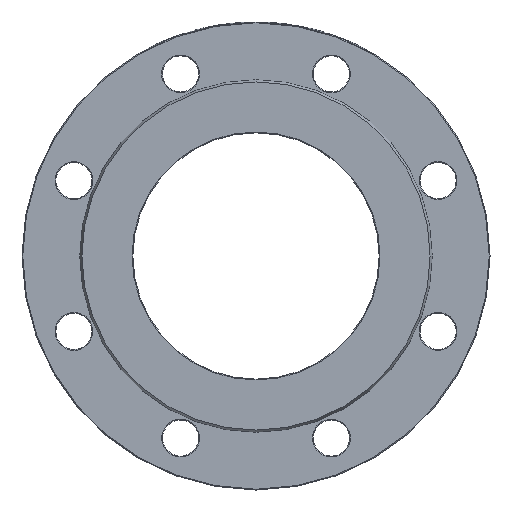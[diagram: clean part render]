
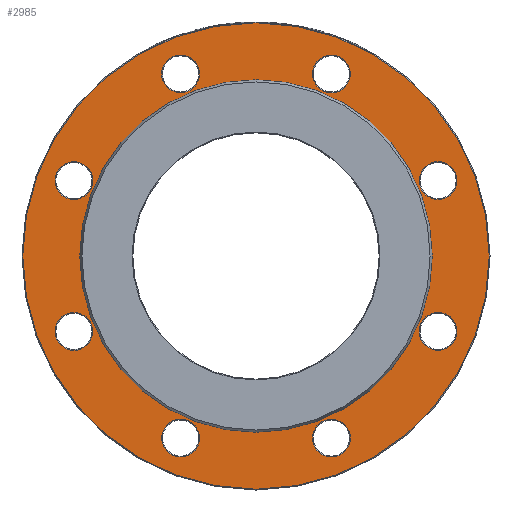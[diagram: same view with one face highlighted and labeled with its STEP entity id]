
A CAD part, left-side view. The second image highlights one B-rep face of the part: STEP entity #2985.
In plain terms, the highlighted planar face has unit normal (-1, 0, 0).
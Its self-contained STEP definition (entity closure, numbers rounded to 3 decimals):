
#155 = CARTESIAN_POINT ( 'NONE',  ( 3., 118.997, 37.79 ) ) ;
#198 = CIRCLE ( 'NONE', #6912, 11.5 ) ;
#313 = CIRCLE ( 'NONE', #2298, 11.5 ) ;
#424 = VERTEX_POINT ( 'NONE', #2945 ) ;
#552 = DIRECTION ( 'NONE',  ( 0., 0.707, 0.707 ) ) ;
#569 = DIRECTION ( 'NONE',  ( 1., 0., 0. ) ) ;
#686 = EDGE_LOOP ( 'NONE', ( #4484 ) ) ;
#694 = AXIS2_PLACEMENT_3D ( 'NONE', #2439, #7915, #6716 ) ;
#940 = EDGE_CURVE ( 'NONE', #2292, #2292, #5026, .T. ) ;
#941 = DIRECTION ( 'NONE',  ( 1., 0., 0. ) ) ;
#1087 = CARTESIAN_POINT ( 'NONE',  ( 3., 110.866, -45.922 ) ) ;
#1140 = AXIS2_PLACEMENT_3D ( 'NONE', #6858, #2503, #552 ) ;
#1225 = CARTESIAN_POINT ( 'NONE',  ( 3., 0., -142. ) ) ;
#1308 = DIRECTION ( 'NONE',  ( 1., 0., 0. ) ) ;
#1326 = EDGE_LOOP ( 'NONE', ( #7766 ) ) ;
#1404 = EDGE_LOOP ( 'NONE', ( #4605 ) ) ;
#1493 = VERTEX_POINT ( 'NONE', #1225 ) ;
#1499 = AXIS2_PLACEMENT_3D ( 'NONE', #1087, #569, #7950 ) ;
#1510 = FACE_BOUND ( 'NONE', #1404, .T. ) ;
#1559 = ORIENTED_EDGE ( 'NONE', *, *, #8058, .T. ) ;
#1689 = EDGE_CURVE ( 'NONE', #3068, #3068, #2547, .T. ) ;
#1763 = DIRECTION ( 'NONE',  ( 0., 0., -1. ) ) ;
#1778 = FACE_BOUND ( 'NONE', #4736, .T. ) ;
#1939 = CARTESIAN_POINT ( 'NONE',  ( 3., 110.866, 45.922 ) ) ;
#2084 = EDGE_CURVE ( 'NONE', #424, #424, #4382, .T. ) ;
#2110 = CARTESIAN_POINT ( 'NONE',  ( 3., -118.997, -37.79 ) ) ;
#2201 = VERTEX_POINT ( 'NONE', #5423 ) ;
#2216 = AXIS2_PLACEMENT_3D ( 'NONE', #1939, #5716, #3909 ) ;
#2292 = VERTEX_POINT ( 'NONE', #6771 ) ;
#2298 = AXIS2_PLACEMENT_3D ( 'NONE', #7753, #3313, #5733 ) ;
#2311 = ORIENTED_EDGE ( 'NONE', *, *, #6343, .T. ) ;
#2319 = FACE_OUTER_BOUND ( 'NONE', #686, .T. ) ;
#2365 = CARTESIAN_POINT ( 'NONE',  ( 3., 45.922, 110.866 ) ) ;
#2439 = CARTESIAN_POINT ( 'NONE',  ( 3., 107.336, 0. ) ) ;
#2440 = CIRCLE ( 'NONE', #1140, 11.5 ) ;
#2452 = AXIS2_PLACEMENT_3D ( 'NONE', #7754, #1308, #4464 ) ;
#2503 = DIRECTION ( 'NONE',  ( 1., 0., 0. ) ) ;
#2547 = CIRCLE ( 'NONE', #6898, 11.5 ) ;
#2607 = AXIS2_PLACEMENT_3D ( 'NONE', #4061, #941, #7887 ) ;
#2685 = VERTEX_POINT ( 'NONE', #5800 ) ;
#2893 = EDGE_CURVE ( 'NONE', #5174, #5174, #313, .T. ) ;
#2945 = CARTESIAN_POINT ( 'NONE',  ( 3., 0., 107.336 ) ) ;
#2985 = ADVANCED_FACE ( 'NONE', ( #5557, #6092, #3056, #6757, #1510, #4199, #4853, #1778, #2319, #4016 ), #4280, .F. ) ;
#3056 = FACE_BOUND ( 'NONE', #1326, .T. ) ;
#3068 = VERTEX_POINT ( 'NONE', #5569 ) ;
#3085 = EDGE_CURVE ( 'NONE', #1493, #1493, #6111, .T. ) ;
#3313 = DIRECTION ( 'NONE',  ( 1., 0., 0. ) ) ;
#3531 = EDGE_LOOP ( 'NONE', ( #7529 ) ) ;
#3573 = EDGE_CURVE ( 'NONE', #5219, #5219, #2440, .T. ) ;
#3610 = ORIENTED_EDGE ( 'NONE', *, *, #940, .T. ) ;
#3618 = DIRECTION ( 'NONE',  ( 0., 0., 1. ) ) ;
#3701 = CARTESIAN_POINT ( 'NONE',  ( 3., -110.866, 45.922 ) ) ;
#3841 = ORIENTED_EDGE ( 'NONE', *, *, #7400, .T. ) ;
#3909 = DIRECTION ( 'NONE',  ( 0., 0.707, -0.707 ) ) ;
#3953 = ORIENTED_EDGE ( 'NONE', *, *, #1689, .T. ) ;
#4016 = FACE_BOUND ( 'NONE', #3531, .T. ) ;
#4061 = CARTESIAN_POINT ( 'NONE',  ( 3., 45.922, -110.866 ) ) ;
#4181 = EDGE_LOOP ( 'NONE', ( #4894 ) ) ;
#4199 = FACE_BOUND ( 'NONE', #7479, .T. ) ;
#4280 = PLANE ( 'NONE',  #694 ) ;
#4382 = CIRCLE ( 'NONE', #5968, 107.336 ) ;
#4464 = DIRECTION ( 'NONE',  ( 0., -1., 0. ) ) ;
#4484 = ORIENTED_EDGE ( 'NONE', *, *, #3085, .T. ) ;
#4570 = VERTEX_POINT ( 'NONE', #155 ) ;
#4605 = ORIENTED_EDGE ( 'NONE', *, *, #2893, .T. ) ;
#4736 = EDGE_LOOP ( 'NONE', ( #3610 ) ) ;
#4796 = AXIS2_PLACEMENT_3D ( 'NONE', #7312, #5545, #1763 ) ;
#4853 = FACE_BOUND ( 'NONE', #8150, .T. ) ;
#4860 = DIRECTION ( 'NONE',  ( 0., 1., 0. ) ) ;
#4894 = ORIENTED_EDGE ( 'NONE', *, *, #5430, .T. ) ;
#5026 = CIRCLE ( 'NONE', #1499, 11.5 ) ;
#5174 = VERTEX_POINT ( 'NONE', #2110 ) ;
#5214 = CIRCLE ( 'NONE', #2607, 11.5 ) ;
#5219 = VERTEX_POINT ( 'NONE', #5893 ) ;
#5258 = VERTEX_POINT ( 'NONE', #5847 ) ;
#5323 = EDGE_LOOP ( 'NONE', ( #3841 ) ) ;
#5423 = CARTESIAN_POINT ( 'NONE',  ( 3., 37.79, -118.997 ) ) ;
#5430 = EDGE_CURVE ( 'NONE', #5258, #5258, #198, .T. ) ;
#5545 = DIRECTION ( 'NONE',  ( -1., 0., 0. ) ) ;
#5553 = EDGE_LOOP ( 'NONE', ( #3953 ) ) ;
#5557 = FACE_BOUND ( 'NONE', #5323, .T. ) ;
#5569 = CARTESIAN_POINT ( 'NONE',  ( 3., -110.866, 57.422 ) ) ;
#5716 = DIRECTION ( 'NONE',  ( 1., 0., 0. ) ) ;
#5733 = DIRECTION ( 'NONE',  ( 0., -0.707, 0.707 ) ) ;
#5747 = DIRECTION ( 'NONE',  ( 0., 0., 1. ) ) ;
#5800 = CARTESIAN_POINT ( 'NONE',  ( 3., -57.422, -110.866 ) ) ;
#5847 = CARTESIAN_POINT ( 'NONE',  ( 3., 57.422, 110.866 ) ) ;
#5893 = CARTESIAN_POINT ( 'NONE',  ( 3., -37.79, 118.997 ) ) ;
#5968 = AXIS2_PLACEMENT_3D ( 'NONE', #6542, #7632, #5747 ) ;
#5997 = CIRCLE ( 'NONE', #2452, 11.5 ) ;
#6091 = DIRECTION ( 'NONE',  ( 1., 0., 0. ) ) ;
#6092 = FACE_BOUND ( 'NONE', #4181, .T. ) ;
#6111 = CIRCLE ( 'NONE', #4796, 142. ) ;
#6343 = EDGE_CURVE ( 'NONE', #2685, #2685, #5997, .T. ) ;
#6542 = CARTESIAN_POINT ( 'NONE',  ( 3., 0., 0. ) ) ;
#6716 = DIRECTION ( 'NONE',  ( 0., 0., -1. ) ) ;
#6757 = FACE_BOUND ( 'NONE', #5553, .T. ) ;
#6771 = CARTESIAN_POINT ( 'NONE',  ( 3., 110.866, -57.422 ) ) ;
#6858 = CARTESIAN_POINT ( 'NONE',  ( 3., -45.922, 110.866 ) ) ;
#6898 = AXIS2_PLACEMENT_3D ( 'NONE', #3701, #6091, #3618 ) ;
#6912 = AXIS2_PLACEMENT_3D ( 'NONE', #2365, #7405, #4860 ) ;
#7312 = CARTESIAN_POINT ( 'NONE',  ( 3., 0., 0. ) ) ;
#7400 = EDGE_CURVE ( 'NONE', #4570, #4570, #7983, .T. ) ;
#7405 = DIRECTION ( 'NONE',  ( 1., 0., 0. ) ) ;
#7479 = EDGE_LOOP ( 'NONE', ( #2311 ) ) ;
#7529 = ORIENTED_EDGE ( 'NONE', *, *, #2084, .F. ) ;
#7632 = DIRECTION ( 'NONE',  ( -1., 0., 0. ) ) ;
#7753 = CARTESIAN_POINT ( 'NONE',  ( 3., -110.866, -45.922 ) ) ;
#7754 = CARTESIAN_POINT ( 'NONE',  ( 3., -45.922, -110.866 ) ) ;
#7766 = ORIENTED_EDGE ( 'NONE', *, *, #3573, .T. ) ;
#7887 = DIRECTION ( 'NONE',  ( 0., -0.707, -0.707 ) ) ;
#7915 = DIRECTION ( 'NONE',  ( 1., 0., 0. ) ) ;
#7950 = DIRECTION ( 'NONE',  ( 0., 0., -1. ) ) ;
#7983 = CIRCLE ( 'NONE', #2216, 11.5 ) ;
#8058 = EDGE_CURVE ( 'NONE', #2201, #2201, #5214, .T. ) ;
#8150 = EDGE_LOOP ( 'NONE', ( #1559 ) ) ;
